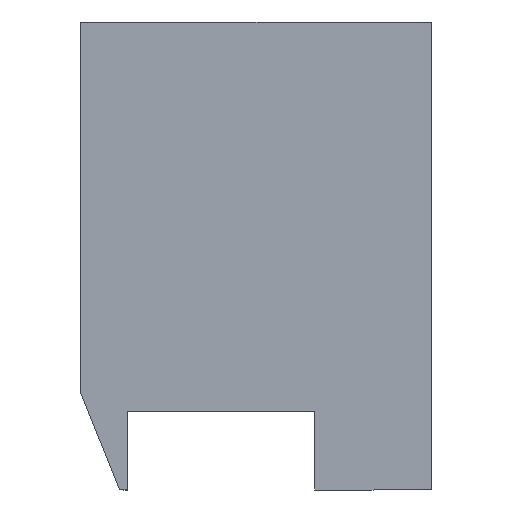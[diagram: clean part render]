
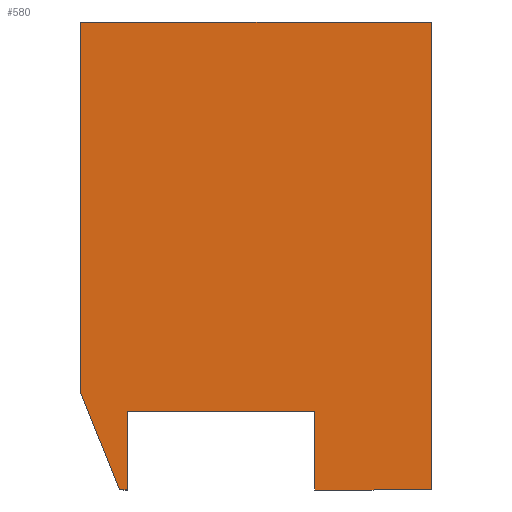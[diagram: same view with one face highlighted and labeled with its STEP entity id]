
A CAD part, left-side view. The second image highlights one B-rep face of the part: STEP entity #580.
In plain terms, the highlighted planar face has unit normal (-1, 0, 0).
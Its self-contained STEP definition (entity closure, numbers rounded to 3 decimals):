
#16 = EDGE_CURVE ( 'NONE', #847, #378, #614, .T. ) ;
#22 = VECTOR ( 'NONE', #734, 1000. ) ;
#32 = EDGE_CURVE ( 'NONE', #145, #800, #277, .T. ) ;
#38 = VECTOR ( 'NONE', #88, 1000. ) ;
#79 = CARTESIAN_POINT ( 'NONE',  ( -12.5, 9., -2.5 ) ) ;
#80 = ORIENTED_EDGE ( 'NONE', *, *, #594, .F. ) ;
#85 = CARTESIAN_POINT ( 'NONE',  ( -12.5, 9., 7. ) ) ;
#88 = DIRECTION ( 'NONE',  ( 0., 0., 1. ) ) ;
#107 = ORIENTED_EDGE ( 'NONE', *, *, #16, .T. ) ;
#127 = VECTOR ( 'NONE', #403, 1000. ) ;
#145 = VERTEX_POINT ( 'NONE', #651 ) ;
#152 = LINE ( 'NONE', #765, #38 ) ;
#157 = CARTESIAN_POINT ( 'NONE',  ( -12.5, 9., -5. ) ) ;
#178 = VERTEX_POINT ( 'NONE', #220 ) ;
#181 = VECTOR ( 'NONE', #481, 1000. ) ;
#184 = LINE ( 'NONE', #876, #851 ) ;
#186 = VERTEX_POINT ( 'NONE', #85 ) ;
#208 = CARTESIAN_POINT ( 'NONE',  ( -12.5, 7.8, -12.762 ) ) ;
#209 = DIRECTION ( 'NONE',  ( 0., -1., 0. ) ) ;
#220 = CARTESIAN_POINT ( 'NONE',  ( -12.5, 3., -3. ) ) ;
#226 = ORIENTED_EDGE ( 'NONE', *, *, #811, .T. ) ;
#229 = PLANE ( 'NONE',  #623 ) ;
#250 = EDGE_CURVE ( 'NONE', #800, #178, #606, .T. ) ;
#271 = CARTESIAN_POINT ( 'NONE',  ( -12.5, 3., -5. ) ) ;
#276 = DIRECTION ( 'NONE',  ( 0., -1., 0. ) ) ;
#277 = LINE ( 'NONE', #208, #181 ) ;
#323 = CARTESIAN_POINT ( 'NONE',  ( -12.5, 7.8, -3. ) ) ;
#329 = DIRECTION ( 'NONE',  ( 0., -1., 0. ) ) ;
#342 = ORIENTED_EDGE ( 'NONE', *, *, #32, .T. ) ;
#346 = DIRECTION ( 'NONE',  ( 0., -0.371, -0.928 ) ) ;
#358 = VECTOR ( 'NONE', #209, 1000. ) ;
#362 = DIRECTION ( 'NONE',  ( 1., 0., 0. ) ) ;
#378 = VERTEX_POINT ( 'NONE', #406 ) ;
#384 = VECTOR ( 'NONE', #346, 1000. ) ;
#403 = DIRECTION ( 'NONE',  ( 0., 0., 1. ) ) ;
#406 = CARTESIAN_POINT ( 'NONE',  ( -12.5, 0., 7. ) ) ;
#430 = VERTEX_POINT ( 'NONE', #271 ) ;
#462 = CARTESIAN_POINT ( 'NONE',  ( -12.5, 0., -5. ) ) ;
#465 = EDGE_CURVE ( 'NONE', #870, #145, #627, .T. ) ;
#481 = DIRECTION ( 'NONE',  ( 0., 0., 1. ) ) ;
#483 = VERTEX_POINT ( 'NONE', #613 ) ;
#531 = CARTESIAN_POINT ( 'NONE',  ( -12.5, 9., 7. ) ) ;
#537 = LINE ( 'NONE', #79, #384 ) ;
#556 = CARTESIAN_POINT ( 'NONE',  ( -12.5, 0., -5. ) ) ;
#568 = DIRECTION ( 'NONE',  ( 0., 0., -1. ) ) ;
#578 = ORIENTED_EDGE ( 'NONE', *, *, #250, .T. ) ;
#580 = ADVANCED_FACE ( 'NONE', ( #775 ), #229, .F. ) ;
#594 = EDGE_CURVE ( 'NONE', #483, #186, #152, .T. ) ;
#604 = EDGE_LOOP ( 'NONE', ( #80, #226, #859, #342, #578, #616, #823, #107, #635 ) ) ;
#606 = LINE ( 'NONE', #730, #22 ) ;
#613 = CARTESIAN_POINT ( 'NONE',  ( -12.5, 9., -2.5 ) ) ;
#614 = LINE ( 'NONE', #556, #127 ) ;
#616 = ORIENTED_EDGE ( 'NONE', *, *, #817, .T. ) ;
#623 = AXIS2_PLACEMENT_3D ( 'NONE', #157, #362, #643 ) ;
#627 = LINE ( 'NONE', #896, #795 ) ;
#634 = CARTESIAN_POINT ( 'NONE',  ( -12.5, 8., -5. ) ) ;
#635 = ORIENTED_EDGE ( 'NONE', *, *, #758, .F. ) ;
#643 = DIRECTION ( 'NONE',  ( 0., 0., -1. ) ) ;
#651 = CARTESIAN_POINT ( 'NONE',  ( -12.5, 7.8, -5. ) ) ;
#680 = CARTESIAN_POINT ( 'NONE',  ( -12.5, 9., -5. ) ) ;
#730 = CARTESIAN_POINT ( 'NONE',  ( -12.5, 7.8, -3. ) ) ;
#734 = DIRECTION ( 'NONE',  ( 0., -1., 0. ) ) ;
#744 = LINE ( 'NONE', #680, #821 ) ;
#758 = EDGE_CURVE ( 'NONE', #186, #378, #809, .T. ) ;
#765 = CARTESIAN_POINT ( 'NONE',  ( -12.5, 9., -5. ) ) ;
#775 = FACE_OUTER_BOUND ( 'NONE', #604, .T. ) ;
#795 = VECTOR ( 'NONE', #276, 1000. ) ;
#800 = VERTEX_POINT ( 'NONE', #323 ) ;
#809 = LINE ( 'NONE', #531, #358 ) ;
#811 = EDGE_CURVE ( 'NONE', #483, #870, #537, .T. ) ;
#817 = EDGE_CURVE ( 'NONE', #178, #430, #184, .T. ) ;
#821 = VECTOR ( 'NONE', #329, 1000. ) ;
#823 = ORIENTED_EDGE ( 'NONE', *, *, #850, .T. ) ;
#847 = VERTEX_POINT ( 'NONE', #462 ) ;
#850 = EDGE_CURVE ( 'NONE', #430, #847, #744, .T. ) ;
#851 = VECTOR ( 'NONE', #568, 1000. ) ;
#859 = ORIENTED_EDGE ( 'NONE', *, *, #465, .T. ) ;
#870 = VERTEX_POINT ( 'NONE', #634 ) ;
#876 = CARTESIAN_POINT ( 'NONE',  ( -12.5, 3., -12.762 ) ) ;
#896 = CARTESIAN_POINT ( 'NONE',  ( -12.5, 9., -5. ) ) ;
